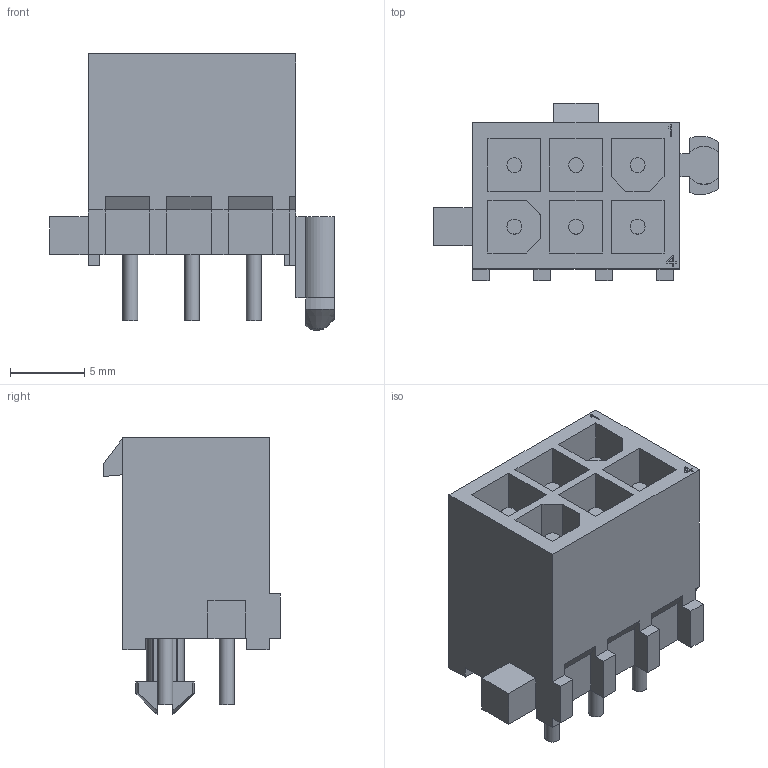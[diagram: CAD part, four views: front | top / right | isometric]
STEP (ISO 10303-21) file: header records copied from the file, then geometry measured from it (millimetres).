
FILE_DESCRIPTION(/* description */ (''),/* implementation_level */ '2;1');
FILE_NAME(/* name */ 'TYCO_1-770178-0.stp',/* time_stamp */ '2016-10-17T15:07:01+02:00',/* author */ ('riccim'),/* organization */ (''),/* preprocessor_version */ 'ST-DEVELOPER v15.5',/* originating_system */ 'AutoCAD Mechanical',/* authorisation */ '');
FILE_SCHEMA (('AUTOMOTIVE_DESIGN { 1 0 10303 214 3 1 1 }'));
Length unit declared in the file: millimetre
Products named in the file (1): Product
Bounding box: 19.15 x 11.89 x 18.56 mm (x, y, z)
Volume: 1261.6 mm3; surface area: 2261.6 mm2
Topology: 7 solids, 7 shells, 157 faces, 397 edges, 263 vertices
Faces by surface type: plane 136, cylinder 17, cone 2, torus 2
Full cylindrical faces by diameter (mm): 1.001 x12
Entity records: 4692 total; most frequent: CARTESIAN_POINT 880, ORIENTED_EDGE 770, DIRECTION 728, EDGE_CURVE 385, LINE 338, VECTOR 338, VERTEX_POINT 263, AXIS2_PLACEMENT_3D 195
